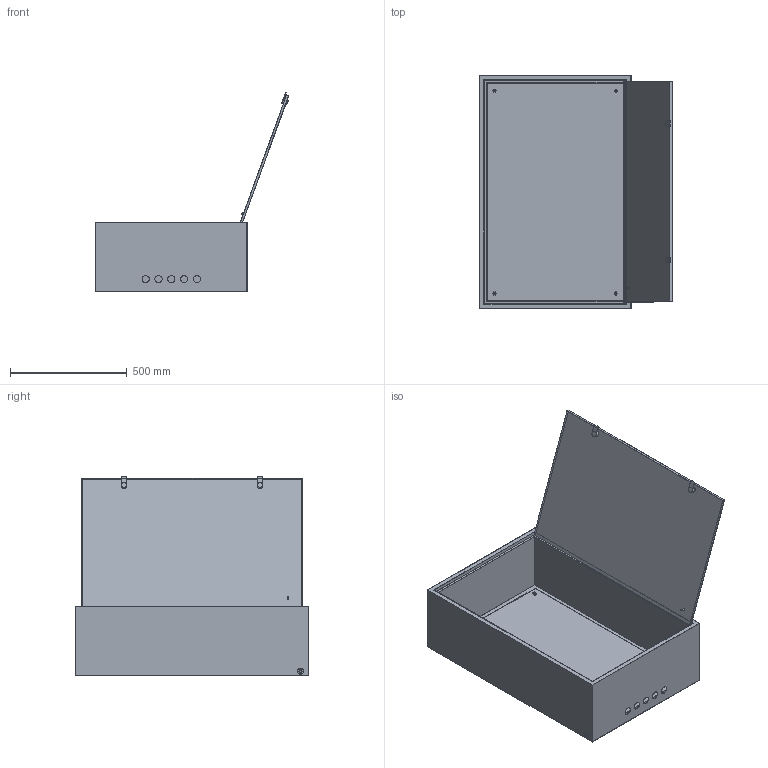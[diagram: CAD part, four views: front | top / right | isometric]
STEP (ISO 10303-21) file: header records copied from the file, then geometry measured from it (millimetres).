
FILE_DESCRIPTION (( 'STEP AP214' ), '1' );
FILE_NAME ('SHMP-5-0 IP31.STEP', '2017-03-03T08:19:13', ( '' ), ( '' ), 'SwSTEP 2.0', 'SolidWorks 2014', '' );
FILE_SCHEMA (( 'AUTOMOTIVE_DESIGN' ));
Length unit declared in the file: millimetre
Products named in the file (5): SHMP-5-0 IP31; Obolochka_SHMP_5; Mont.Panel_5; Dver_5; Gaika_8
Assembly tree (7 placements, depth 2):
  SHMP-5-0 IP31
    Obolochka_SHMP_5
    Mont.Panel_5
    Dver_5
    Gaika_8  x4
Bounding box: 831.34 x 1000 x 857.27 mm (x, y, z)
Volume: 2979913.8 mm3; surface area: 5921183.7 mm2
Topology: 8 solids, 8 shells, 198 faces, 476 edges, 312 vertices
Faces by surface type: plane 124, cylinder 58, cone 16
Entity records: 5179 total; most frequent: DIRECTION 884, CARTESIAN_POINT 846, ORIENTED_EDGE 808, EDGE_CURVE 404, AXIS2_PLACEMENT_3D 302, LINE 280, VECTOR 280, VERTEX_POINT 264
